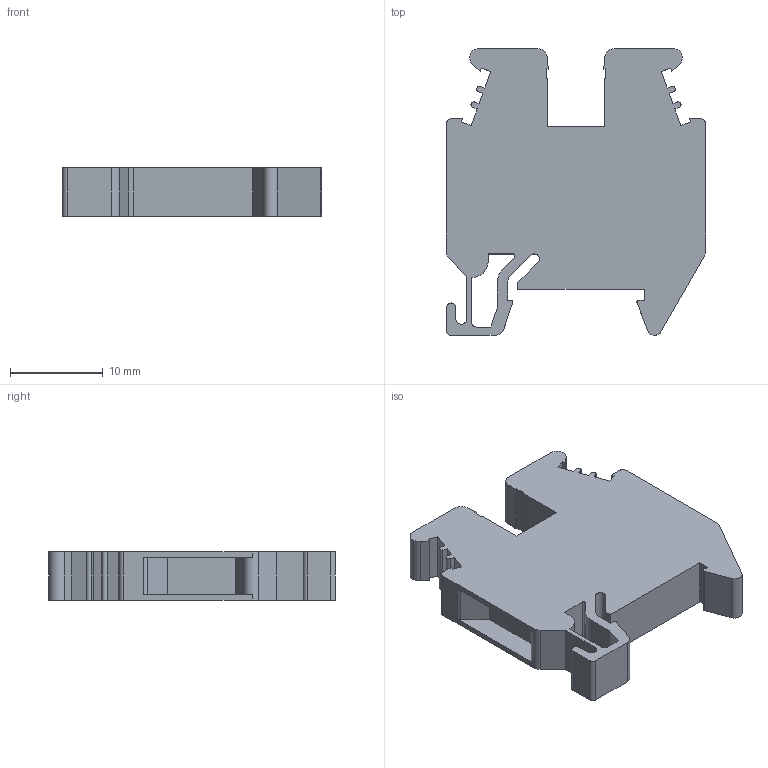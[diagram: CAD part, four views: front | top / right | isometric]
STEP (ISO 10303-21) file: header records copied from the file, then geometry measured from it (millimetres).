
FILE_DESCRIPTION((''),'2;1');
FILE_NAME('PRT0001','2022-10-14T',('Administrator'),(''),'PRO/ENGINEER BY PARAMETRIC TECHNOLOGY CORPORATION, 2013230','PRO/ENGINEER BY PARAMETRIC TECHNOLOGY CORPORATION, 2013230','');
FILE_SCHEMA(('CONFIG_CONTROL_DESIGN'));
Length unit declared in the file: millimetre
Products named in the file (1): PRT0001
Bounding box: 28 x 31 x 5.2 mm (x, y, z)
Volume: 2903.9 mm3; surface area: 2553.6 mm2
Topology: 1 solids, 1 shells, 109 faces, 315 edges, 210 vertices
Faces by surface type: plane 78, cylinder 31
Entity records: 3617 total; most frequent: CARTESIAN_POINT 634, ORIENTED_EDGE 630, DIRECTION 599, EDGE_CURVE 315, VECTOR 249, LINE 249, VERTEX_POINT 210, AXIS2_PLACEMENT_3D 175
